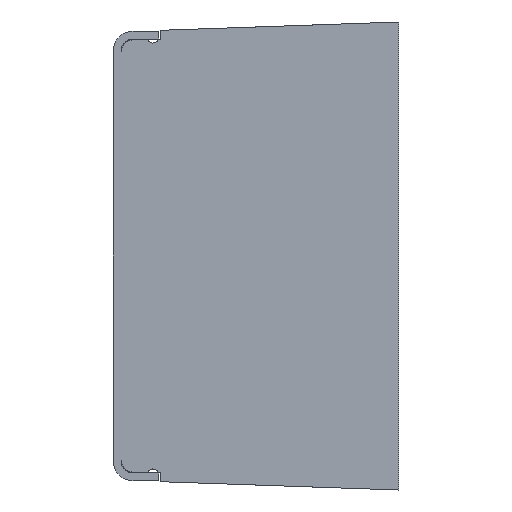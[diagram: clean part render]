
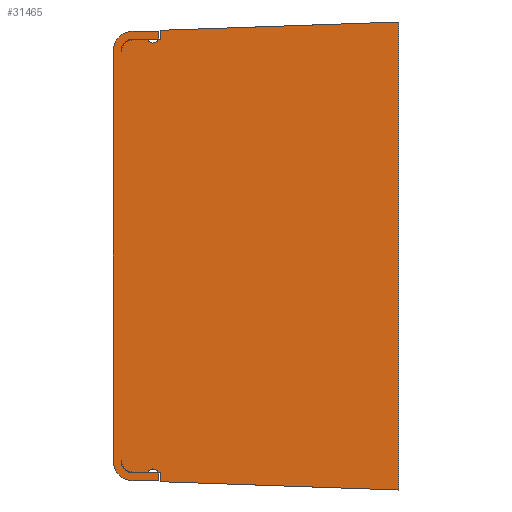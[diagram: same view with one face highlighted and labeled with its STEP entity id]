
A CAD part, left-side view. The second image highlights one B-rep face of the part: STEP entity #31465.
In plain terms, the highlighted planar face has unit normal (-1, 0, 0).
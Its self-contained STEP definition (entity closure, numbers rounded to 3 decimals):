
#14=CARTESIAN_POINT('',(-30.,67.,-51.7));
#15=DIRECTION('',(-1.,0.,0.));
#16=DIRECTION('',(0.,1.,0.));
#17=AXIS2_PLACEMENT_3D('',#14,#15,#16);
#19=CARTESIAN_POINT('',(-30.,67.,-51.7));
#20=DIRECTION('',(1.,0.,0.));
#21=DIRECTION('',(0.,0.,-1.));
#22=AXIS2_PLACEMENT_3D('',#19,#20,#21);
#24=CARTESIAN_POINT('',(-30.,67.,51.7));
#25=DIRECTION('',(1.,0.,0.));
#26=DIRECTION('',(0.,1.,0.));
#27=AXIS2_PLACEMENT_3D('',#24,#25,#26);
#29=CARTESIAN_POINT('',(-30.,67.,51.7));
#30=DIRECTION('',(-1.,0.,0.));
#31=DIRECTION('',(0.,0.,1.));
#32=AXIS2_PLACEMENT_3D('',#29,#30,#31);
#34=CARTESIAN_POINT('',(-30.,67.,51.5));
#35=DIRECTION('',(1.,0.,0.));
#36=DIRECTION('',(0.,0.998,0.066));
#37=AXIS2_PLACEMENT_3D('',#34,#35,#36);
#39=DIRECTION('',(0.,-1.,0.));
#40=VECTOR('',#39,3.673);
#41=CARTESIAN_POINT('',(-30.,67.,54.5));
#42=LINE('',#41,#40);
#43=CARTESIAN_POINT('',(-30.,62.,55.2));
#44=DIRECTION('',(-1.,0.,0.));
#45=DIRECTION('',(0.,0.884,-0.467));
#46=AXIS2_PLACEMENT_3D('',#43,#44,#45);
#48=CARTESIAN_POINT('',(-30.,62.,55.2));
#49=DIRECTION('',(-1.,0.,0.));
#50=DIRECTION('',(0.,0.,-1.));
#51=AXIS2_PLACEMENT_3D('',#48,#49,#50);
#53=DIRECTION('',(0.,-1.,0.));
#54=VECTOR('',#53,0.673);
#55=CARTESIAN_POINT('',(-30.,60.673,54.5));
#56=LINE('',#55,#54);
#57=DIRECTION('',(0.,0.,1.));
#58=VECTOR('',#57,2.405);
#59=CARTESIAN_POINT('',(-30.,60.,54.5));
#60=LINE('',#59,#58);
#61=DIRECTION('',(0.,-0.999,0.035));
#62=VECTOR('',#61,60.037);
#63=CARTESIAN_POINT('',(-30.,60.,56.905));
#64=LINE('',#63,#62);
#65=DIRECTION('',(0.,0.,-1.));
#66=VECTOR('',#65,118.);
#67=CARTESIAN_POINT('',(-30.,0.,59.));
#68=LINE('',#67,#66);
#69=DIRECTION('',(0.,0.999,0.035));
#70=VECTOR('',#69,60.037);
#71=CARTESIAN_POINT('',(-30.,0.,-59.));
#72=LINE('',#71,#70);
#73=DIRECTION('',(0.,0.,1.));
#74=VECTOR('',#73,2.405);
#75=CARTESIAN_POINT('',(-30.,60.,-56.905));
#76=LINE('',#75,#74);
#77=DIRECTION('',(0.,1.,0.));
#78=VECTOR('',#77,0.673);
#79=CARTESIAN_POINT('',(-30.,60.,-54.5));
#80=LINE('',#79,#78);
#81=CARTESIAN_POINT('',(-30.,62.,-55.2));
#82=DIRECTION('',(-1.,0.,0.));
#83=DIRECTION('',(0.,-0.884,0.467));
#84=AXIS2_PLACEMENT_3D('',#81,#82,#83);
#86=CARTESIAN_POINT('',(-30.,62.,-55.2));
#87=DIRECTION('',(-1.,0.,0.));
#88=DIRECTION('',(0.,0.,1.));
#89=AXIS2_PLACEMENT_3D('',#86,#87,#88);
#91=DIRECTION('',(0.,1.,0.));
#92=VECTOR('',#91,3.673);
#93=CARTESIAN_POINT('',(-30.,63.327,-54.5));
#94=LINE('',#93,#92);
#95=CARTESIAN_POINT('',(-30.,67.,-51.5));
#96=DIRECTION('',(1.,0.,0.));
#97=DIRECTION('',(0.,0.,-1.));
#98=AXIS2_PLACEMENT_3D('',#95,#96,#97);
#112=DIRECTION('',(0.,1.,0.));
#113=VECTOR('',#112,6.5);
#114=CARTESIAN_POINT('',(-30.,60.5,-54.7));
#115=LINE('',#114,#113);
#26993=DIRECTION('',(0.,-1.,0.));
#26994=VECTOR('',#26993,6.5);
#26995=CARTESIAN_POINT('',(-30.,67.,54.7));
#26996=LINE('',#26995,#26994);
#26997=DIRECTION('',(0.,0.,1.));
#26998=VECTOR('',#26997,2.);
#26999=CARTESIAN_POINT('',(-30.,60.5,54.7));
#27000=LINE('',#26999,#26998);
#27009=DIRECTION('',(0.,1.,0.));
#27010=VECTOR('',#27009,6.5);
#27011=CARTESIAN_POINT('',(-30.,60.5,56.7));
#27012=LINE('',#27011,#27010);
#27021=DIRECTION('',(0.,0.,-1.));
#27022=VECTOR('',#27021,103.4);
#27023=CARTESIAN_POINT('',(-30.,72.,51.7));
#27024=LINE('',#27023,#27022);
#27033=DIRECTION('',(0.,-1.,0.));
#27034=VECTOR('',#27033,6.5);
#27035=CARTESIAN_POINT('',(-30.,67.,-56.7));
#27036=LINE('',#27035,#27034);
#27037=DIRECTION('',(0.,0.,1.));
#27038=VECTOR('',#27037,2.);
#27039=CARTESIAN_POINT('',(-30.,60.5,-56.7));
#27040=LINE('',#27039,#27038);
#27045=CARTESIAN_POINT('',(-30.,70.,-51.7));
#27046=CARTESIAN_POINT('',(-30.,67.,-54.7));
#27047=VERTEX_POINT('',#27045);
#27048=VERTEX_POINT('',#27046);
#27049=CARTESIAN_POINT('',(-30.,60.5,-54.7));
#27050=VERTEX_POINT('',#27049);
#27051=CARTESIAN_POINT('',(-30.,60.5,-56.7));
#27052=VERTEX_POINT('',#27051);
#27053=CARTESIAN_POINT('',(-30.,67.,-56.7));
#27054=VERTEX_POINT('',#27053);
#27055=CARTESIAN_POINT('',(-30.,72.,-51.7));
#27056=VERTEX_POINT('',#27055);
#27057=CARTESIAN_POINT('',(-30.,72.,51.7));
#27058=VERTEX_POINT('',#27057);
#27059=CARTESIAN_POINT('',(-30.,67.,56.7));
#27060=VERTEX_POINT('',#27059);
#27061=CARTESIAN_POINT('',(-30.,60.5,56.7));
#27062=VERTEX_POINT('',#27061);
#27063=CARTESIAN_POINT('',(-30.,60.5,54.7));
#27064=VERTEX_POINT('',#27063);
#27065=CARTESIAN_POINT('',(-30.,67.,54.7));
#27066=VERTEX_POINT('',#27065);
#27067=CARTESIAN_POINT('',(-30.,70.,51.7));
#27068=VERTEX_POINT('',#27067);
#27069=CARTESIAN_POINT('',(-30.,67.,54.5));
#27070=VERTEX_POINT('',#27069);
#27071=CARTESIAN_POINT('',(-30.,63.327,54.5));
#27072=VERTEX_POINT('',#27071);
#27073=CARTESIAN_POINT('',(-30.,62.,53.7));
#27074=VERTEX_POINT('',#27073);
#27075=CARTESIAN_POINT('',(-30.,60.673,54.5));
#27076=VERTEX_POINT('',#27075);
#27077=CARTESIAN_POINT('',(-30.,60.,54.5));
#27078=VERTEX_POINT('',#27077);
#27079=CARTESIAN_POINT('',(-30.,60.,56.905));
#27080=VERTEX_POINT('',#27079);
#27081=CARTESIAN_POINT('',(-30.,0.,59.));
#27082=VERTEX_POINT('',#27081);
#27083=CARTESIAN_POINT('',(-30.,0.,-59.));
#27084=VERTEX_POINT('',#27083);
#27085=CARTESIAN_POINT('',(-30.,60.,-56.905));
#27086=VERTEX_POINT('',#27085);
#27087=CARTESIAN_POINT('',(-30.,60.,-54.5));
#27088=VERTEX_POINT('',#27087);
#27089=CARTESIAN_POINT('',(-30.,60.673,-54.5));
#27090=VERTEX_POINT('',#27089);
#27091=CARTESIAN_POINT('',(-30.,62.,-53.7));
#27092=VERTEX_POINT('',#27091);
#27093=CARTESIAN_POINT('',(-30.,63.327,-54.5));
#27094=VERTEX_POINT('',#27093);
#27095=CARTESIAN_POINT('',(-30.,67.,-54.5));
#27096=VERTEX_POINT('',#27095);
#31406=CARTESIAN_POINT('',(-30.,0.,0.));
#31407=DIRECTION('',(1.,0.,0.));
#31408=DIRECTION('',(0.,0.,-1.));
#31409=AXIS2_PLACEMENT_3D('',#31406,#31407,#31408);
#31410=PLANE('',#31409);
#31412=ORIENTED_EDGE('',*,*,#31411,.T.);
#31414=ORIENTED_EDGE('',*,*,#31413,.F.);
#31416=ORIENTED_EDGE('',*,*,#31415,.F.);
#31418=ORIENTED_EDGE('',*,*,#31417,.F.);
#31420=ORIENTED_EDGE('',*,*,#31419,.T.);
#31422=ORIENTED_EDGE('',*,*,#31421,.F.);
#31424=ORIENTED_EDGE('',*,*,#31423,.T.);
#31426=ORIENTED_EDGE('',*,*,#31425,.F.);
#31428=ORIENTED_EDGE('',*,*,#31427,.F.);
#31430=ORIENTED_EDGE('',*,*,#31429,.F.);
#31432=ORIENTED_EDGE('',*,*,#31431,.T.);
#31434=ORIENTED_EDGE('',*,*,#31433,.T.);
#31436=ORIENTED_EDGE('',*,*,#31435,.T.);
#31438=ORIENTED_EDGE('',*,*,#31437,.T.);
#31440=ORIENTED_EDGE('',*,*,#31439,.T.);
#31442=ORIENTED_EDGE('',*,*,#31441,.T.);
#31444=ORIENTED_EDGE('',*,*,#31443,.T.);
#31446=ORIENTED_EDGE('',*,*,#31445,.T.);
#31448=ORIENTED_EDGE('',*,*,#31447,.T.);
#31450=ORIENTED_EDGE('',*,*,#31449,.T.);
#31452=ORIENTED_EDGE('',*,*,#31451,.T.);
#31454=ORIENTED_EDGE('',*,*,#31453,.T.);
#31456=ORIENTED_EDGE('',*,*,#31455,.T.);
#31458=ORIENTED_EDGE('',*,*,#31457,.T.);
#31460=ORIENTED_EDGE('',*,*,#31459,.T.);
#31462=ORIENTED_EDGE('',*,*,#31461,.T.);
#31463=EDGE_LOOP('',(#31412,#31414,#31416,#31418,#31420,#31422,#31424,#31426,
#31428,#31430,#31432,#31434,#31436,#31438,#31440,#31442,#31444,#31446,#31448,
#31450,#31452,#31454,#31456,#31458,#31460,#31462));
#31464=FACE_OUTER_BOUND('',#31463,.F.);
#31465=ADVANCED_FACE('',(#31464),#31410,.F.);
#18=CIRCLE('',#17,3.);
#23=CIRCLE('',#22,5.);
#28=CIRCLE('',#27,5.);
#33=CIRCLE('',#32,3.);
#38=CIRCLE('',#37,3.);
#47=CIRCLE('',#46,1.5);
#52=CIRCLE('',#51,1.5);
#85=CIRCLE('',#84,1.5);
#90=CIRCLE('',#89,1.5);
#99=CIRCLE('',#98,3.);
#31411=EDGE_CURVE('',#27047,#27048,#18,.T.);
#31413=EDGE_CURVE('',#27050,#27048,#115,.T.);
#31415=EDGE_CURVE('',#27052,#27050,#27040,.T.);
#31417=EDGE_CURVE('',#27054,#27052,#27036,.T.);
#31419=EDGE_CURVE('',#27054,#27056,#23,.T.);
#31421=EDGE_CURVE('',#27058,#27056,#27024,.T.);
#31423=EDGE_CURVE('',#27058,#27060,#28,.T.);
#31425=EDGE_CURVE('',#27062,#27060,#27012,.T.);
#31427=EDGE_CURVE('',#27064,#27062,#27000,.T.);
#31429=EDGE_CURVE('',#27066,#27064,#26996,.T.);
#31431=EDGE_CURVE('',#27066,#27068,#33,.T.);
#31433=EDGE_CURVE('',#27068,#27070,#38,.T.);
#31435=EDGE_CURVE('',#27070,#27072,#42,.T.);
#31437=EDGE_CURVE('',#27072,#27074,#47,.T.);
#31439=EDGE_CURVE('',#27074,#27076,#52,.T.);
#31441=EDGE_CURVE('',#27076,#27078,#56,.T.);
#31443=EDGE_CURVE('',#27078,#27080,#60,.T.);
#31445=EDGE_CURVE('',#27080,#27082,#64,.T.);
#31447=EDGE_CURVE('',#27082,#27084,#68,.T.);
#31449=EDGE_CURVE('',#27084,#27086,#72,.T.);
#31451=EDGE_CURVE('',#27086,#27088,#76,.T.);
#31453=EDGE_CURVE('',#27088,#27090,#80,.T.);
#31455=EDGE_CURVE('',#27090,#27092,#85,.T.);
#31457=EDGE_CURVE('',#27092,#27094,#90,.T.);
#31459=EDGE_CURVE('',#27094,#27096,#94,.T.);
#31461=EDGE_CURVE('',#27096,#27047,#99,.T.);
